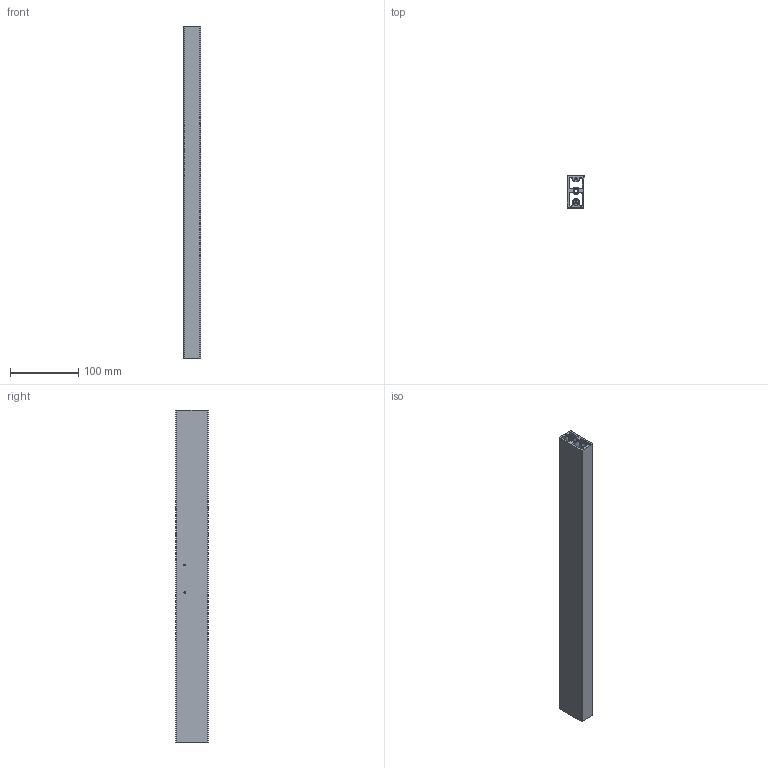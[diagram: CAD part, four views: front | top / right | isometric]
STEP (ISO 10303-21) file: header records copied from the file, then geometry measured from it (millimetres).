
FILE_DESCRIPTION (( 'STEP AP203' ), '1' );
FILE_NAME ('階詢衵倰第.STEP', '2022-09-27T05:51:11', ( '' ), ( '' ), 'SwSTEP 2.0', 'SolidWorks 2016', '' );
FILE_SCHEMA (( 'CONFIG_CONTROL_DESIGN' ));
Length unit declared in the file: millimetre
Products named in the file (1): 階詢衵倰第
Bounding box: 25 x 47 x 485 mm (x, y, z)
Volume: 272520.6 mm3; surface area: 173519.7 mm2
Topology: 1 solids, 1 shells, 77 faces, 237 edges, 158 vertices
Faces by surface type: cylinder 48, plane 26, cone 3
Entity records: 3189 total; most frequent: CARTESIAN_POINT 903, ORIENTED_EDGE 474, DIRECTION 450, EDGE_CURVE 237, AXIS2_PLACEMENT_3D 165, VERTEX_POINT 158, VECTOR 120, LINE 120
